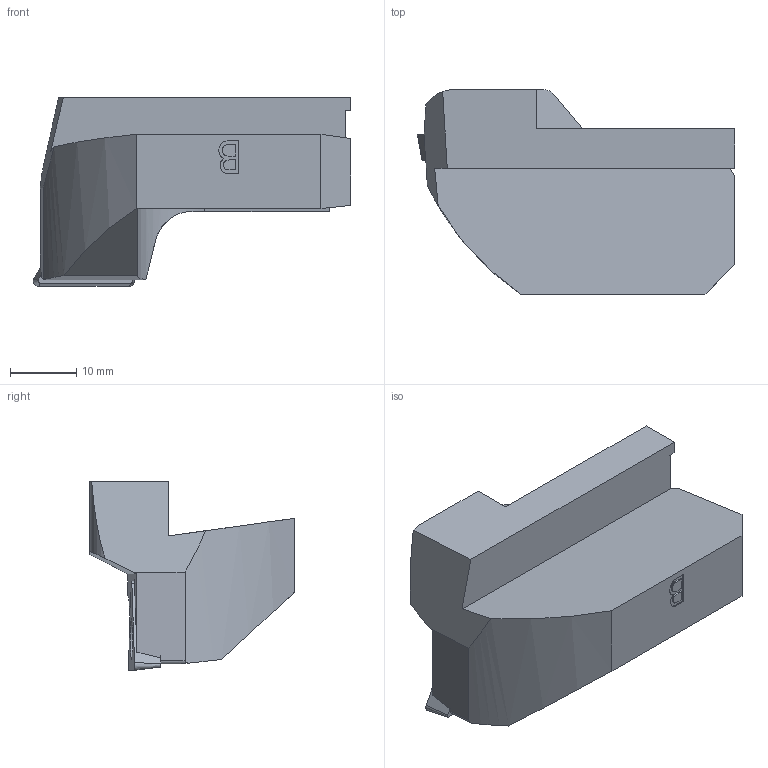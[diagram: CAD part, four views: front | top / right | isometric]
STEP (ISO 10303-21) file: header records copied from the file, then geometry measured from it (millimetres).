
FILE_DESCRIPTION(/* description */ (''),/* implementation_level */ '2;1');
FILE_NAME(/* name */ '1545031430000.stp',/* time_stamp */ '2018-12-17T08:24:06+01:00',/* author */ (''),/* organization */ ('SMS'),/* preprocessor_version */ 'ST-DEVELOPER v15',/* originating_system */ 'SIEMENS PLM Software NX 8.5',/* authorisation */ '');
FILE_SCHEMA (('AUTOMOTIVE_DESIGN { 1 0 10303 214 3 1 1 1 }'));
Length unit declared in the file: millimetre
Products named in the file (4): ASSEMBLY_CONSTRUCTION; IsoTurningInsert; 202024927mod000_00; 202024968mod000_00
Assembly tree (3 placements, depth 2):
  202024968mod000_00
    202024927mod000_00
    IsoTurningInsert
    ASSEMBLY_CONSTRUCTION
Bounding box: 47.99 x 30.9 x 28.5 mm (x, y, z)
Volume: 15154.8 mm3; surface area: 5630.2 mm2
Topology: 2 solids, 2 shells, 67 faces, 176 edges, 123 vertices
Faces by surface type: plane 43, cylinder 9, extrusion 6, cone 5, torus 4
Full cylindrical faces by diameter (mm): 4.4 x2
Entity records: 2374 total; most frequent: CARTESIAN_POINT 613, ORIENTED_EDGE 326, DIRECTION 323, EDGE_CURVE 163, VECTOR 113, VERTEX_POINT 112, LINE 107, AXIS2_PLACEMENT_3D 105
